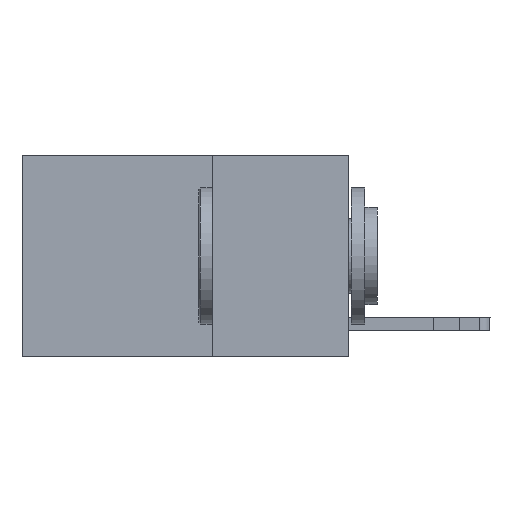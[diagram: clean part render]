
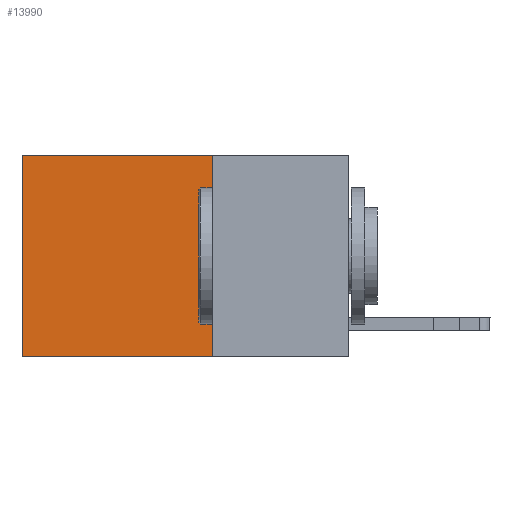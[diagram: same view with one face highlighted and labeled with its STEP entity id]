
A CAD part, left-side view. The second image highlights one B-rep face of the part: STEP entity #13990.
In plain terms, the highlighted planar face has unit normal (-1, 0, 0).
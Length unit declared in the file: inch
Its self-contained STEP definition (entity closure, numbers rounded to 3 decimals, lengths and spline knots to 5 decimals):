
#1042 = DIRECTION ( 'NONE',  ( 1., 0., 0. ) ) ;
#1249 = LINE ( 'NONE', #20480, #20150 ) ;
#1556 = DIRECTION ( 'NONE',  ( 0., 0., -1. ) ) ;
#2059 = VECTOR ( 'NONE', #17396, 39.37008 ) ;
#2505 = ORIENTED_EDGE ( 'NONE', *, *, #15394, .T. ) ;
#2667 = EDGE_CURVE ( 'NONE', #9384, #7535, #1249, .T. ) ;
#3352 = ORIENTED_EDGE ( 'NONE', *, *, #14737, .F. ) ;
#4223 = CARTESIAN_POINT ( 'NONE',  ( 0.2625, 0.25, 0. ) ) ;
#4404 = LINE ( 'NONE', #14625, #13943 ) ;
#5793 = CARTESIAN_POINT ( 'NONE',  ( 0.2625, 0.25, 0. ) ) ;
#6486 = VECTOR ( 'NONE', #7086, 39.37008 ) ;
#6632 = EDGE_CURVE ( 'NONE', #18884, #8513, #4404, .T. ) ;
#7086 = DIRECTION ( 'NONE',  ( 0., 1., 0. ) ) ;
#7389 = CARTESIAN_POINT ( 'NONE',  ( 0.2625, 0.25, 0. ) ) ;
#7476 = FACE_OUTER_BOUND ( 'NONE', #11112, .T. ) ;
#7535 = VERTEX_POINT ( 'NONE', #16060 ) ;
#8090 = AXIS2_PLACEMENT_3D ( 'NONE', #5793, #1042, #9136 ) ;
#8513 = VERTEX_POINT ( 'NONE', #11681 ) ;
#9136 = DIRECTION ( 'NONE',  ( 0., 0., -1. ) ) ;
#9384 = VERTEX_POINT ( 'NONE', #12681 ) ;
#10595 = LINE ( 'NONE', #7389, #6486 ) ;
#11112 = EDGE_LOOP ( 'NONE', ( #17863, #3352, #20716, #2505 ) ) ;
#11681 = CARTESIAN_POINT ( 'NONE',  ( 0.2625, 0.25, -0.37 ) ) ;
#12681 = CARTESIAN_POINT ( 'NONE',  ( 0.2625, 0.6, 0. ) ) ;
#13913 = PLANE ( 'NONE',  #8090 ) ;
#13943 = VECTOR ( 'NONE', #1556, 39.37008 ) ;
#13990 = ADVANCED_FACE ( 'NONE', ( #7476 ), #13913, .F. ) ;
#14625 = CARTESIAN_POINT ( 'NONE',  ( 0.2625, 0.25, 0. ) ) ;
#14737 = EDGE_CURVE ( 'NONE', #8513, #7535, #18779, .T. ) ;
#15394 = EDGE_CURVE ( 'NONE', #18884, #9384, #10595, .T. ) ;
#16060 = CARTESIAN_POINT ( 'NONE',  ( 0.2625, 0.6, -0.37 ) ) ;
#17396 = DIRECTION ( 'NONE',  ( 0., 1., 0. ) ) ;
#17863 = ORIENTED_EDGE ( 'NONE', *, *, #2667, .T. ) ;
#18779 = LINE ( 'NONE', #18894, #2059 ) ;
#18884 = VERTEX_POINT ( 'NONE', #4223 ) ;
#18894 = CARTESIAN_POINT ( 'NONE',  ( 0.2625, 0.25, -0.37 ) ) ;
#19213 = DIRECTION ( 'NONE',  ( 0., 0., -1. ) ) ;
#20150 = VECTOR ( 'NONE', #19213, 39.37008 ) ;
#20480 = CARTESIAN_POINT ( 'NONE',  ( 0.2625, 0.6, 0. ) ) ;
#20716 = ORIENTED_EDGE ( 'NONE', *, *, #6632, .F. ) ;
